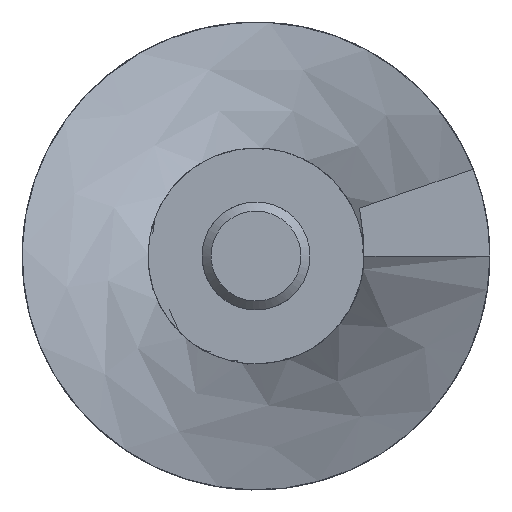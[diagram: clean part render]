
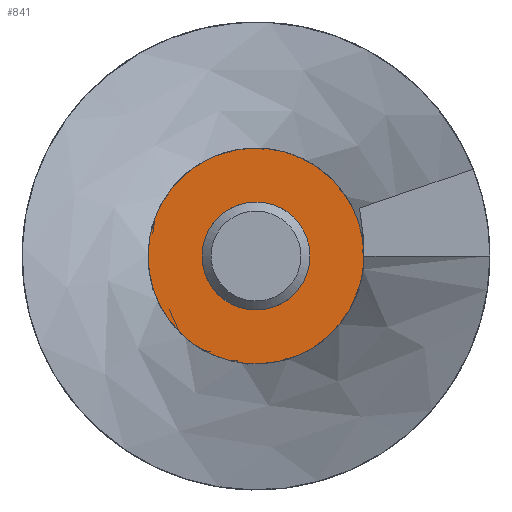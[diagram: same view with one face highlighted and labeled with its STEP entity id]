
A CAD part, left-side view. The second image highlights one B-rep face of the part: STEP entity #841.
In plain terms, the highlighted free-form (B-spline) face has degree [1, 1] with [2, 2] control points.
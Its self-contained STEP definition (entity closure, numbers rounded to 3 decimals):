
#22 = VERTEX_POINT('',#23);
#23 = CARTESIAN_POINT('',(-238.442,-5.378,
    0.));
#58 = EDGE_CURVE('',#22,#22,#59,.T.);
#59 = ( BOUNDED_CURVE() B_SPLINE_CURVE(2,(#60,#61,#62,#63,#64,#65,#66),
.UNSPECIFIED.,.T.,.F.) B_SPLINE_CURVE_WITH_KNOTS((3,2,2,3),(
    4.712,6.807,8.901,10.996),
.PIECEWISE_BEZIER_KNOTS.) CURVE() GEOMETRIC_REPRESENTATION_ITEM() 
RATIONAL_B_SPLINE_CURVE((1.,0.5,1.,0.5,1.,0.5,1.)) REPRESENTATION_ITEM(
  '') );
#60 = CARTESIAN_POINT('',(-238.442,-5.378,
    0.));
#61 = CARTESIAN_POINT('',(-238.442,-5.378,9.316
    ));
#62 = CARTESIAN_POINT('',(-238.442,2.689,4.658)
  );
#63 = CARTESIAN_POINT('',(-238.442,10.757,
    0.));
#64 = CARTESIAN_POINT('',(-238.442,2.689,-4.658
    ));
#65 = CARTESIAN_POINT('',(-238.442,-5.378,
    -9.316));
#66 = CARTESIAN_POINT('',(-238.442,-5.378,
    0.));
#448 = VERTEX_POINT('',#449);
#449 = CARTESIAN_POINT('',(-238.442,-2.689,
    0.));
#454 = EDGE_CURVE('',#448,#448,#455,.T.);
#455 = ( BOUNDED_CURVE() B_SPLINE_CURVE(2,(#456,#457,#458,#459,#460,#461
,#462),.UNSPECIFIED.,.T.,.F.) B_SPLINE_CURVE_WITH_KNOTS((3,2,2,3),(
    4.712,6.807,8.901,10.996),
.PIECEWISE_BEZIER_KNOTS.) CURVE() GEOMETRIC_REPRESENTATION_ITEM() 
RATIONAL_B_SPLINE_CURVE((1.,0.5,1.,0.5,1.,0.5,1.)) REPRESENTATION_ITEM(
  '') );
#456 = CARTESIAN_POINT('',(-238.442,-2.689,
    0.));
#457 = CARTESIAN_POINT('',(-238.442,-2.689,
    4.658));
#458 = CARTESIAN_POINT('',(-238.442,1.345,2.329
    ));
#459 = CARTESIAN_POINT('',(-238.442,5.378,
    0.));
#460 = CARTESIAN_POINT('',(-238.442,1.345,
    -2.329));
#461 = CARTESIAN_POINT('',(-238.442,-2.689,
    -4.658));
#462 = CARTESIAN_POINT('',(-238.442,-2.689,
    0.));
#841 = ADVANCED_FACE('',(#842,#845),#848,.T.);
#842 = FACE_BOUND('',#843,.T.);
#843 = EDGE_LOOP('',(#844));
#844 = ORIENTED_EDGE('',*,*,#58,.T.);
#845 = FACE_BOUND('',#846,.T.);
#846 = EDGE_LOOP('',(#847));
#847 = ORIENTED_EDGE('',*,*,#454,.F.);
#848 = B_SPLINE_SURFACE_WITH_KNOTS('',1,1,(
    (#849,#850)
    ,(#851,#852
    )),.UNSPECIFIED.,.F.,.F.,.F.,(2,2),(2,2),(-6.,6.),(-9.,3.),
  .PIECEWISE_BEZIER_KNOTS.);
#849 = CARTESIAN_POINT('',(-238.442,-5.378,
    -5.378));
#850 = CARTESIAN_POINT('',(-238.442,5.378,
    -5.378));
#851 = CARTESIAN_POINT('',(-238.442,-5.378,
    5.378));
#852 = CARTESIAN_POINT('',(-238.442,5.378,5.378
    ));
